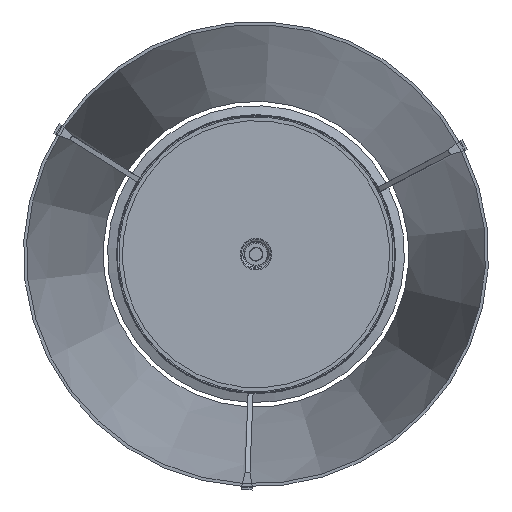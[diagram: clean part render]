
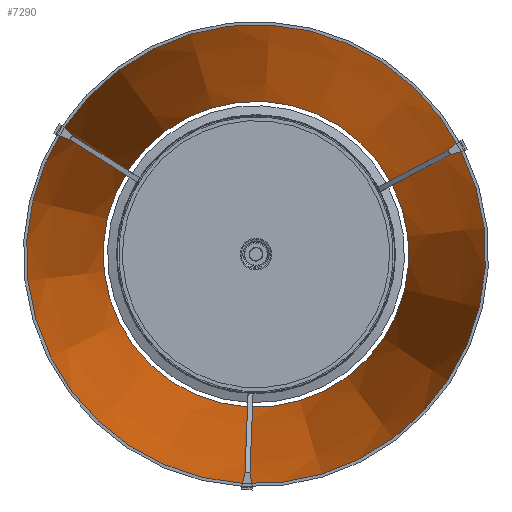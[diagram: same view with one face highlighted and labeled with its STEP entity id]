
A CAD part, front view. The second image highlights one B-rep face of the part: STEP entity #7290.
In plain terms, the highlighted conical face has half-angle 9.989 degrees and reference radius 193.204 mm.
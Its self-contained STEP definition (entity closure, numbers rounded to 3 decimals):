
#145=CONICAL_SURFACE('',#8338,193.204,0.174);
#952=FACE_OUTER_BOUND('',#1393,.T.);
#1393=EDGE_LOOP('',(#6092,#6093,#6094,#6095,#6096,#6097));
#1927=LINE('',#13230,#2420);
#2420=VECTOR('',#10051,193.204);
#2798=CIRCLE('',#8336,154.454);
#2799=CIRCLE('',#8337,154.454);
#2800=CIRCLE('',#8339,231.954);
#2801=CIRCLE('',#8340,231.954);
#3480=VERTEX_POINT('',#13224);
#3481=VERTEX_POINT('',#13225);
#3482=VERTEX_POINT('',#13229);
#3483=VERTEX_POINT('',#13231);
#4408=EDGE_CURVE('',#3480,#3481,#2798,.T.);
#4409=EDGE_CURVE('',#3481,#3480,#2799,.T.);
#4410=EDGE_CURVE('',#3481,#3482,#1927,.T.);
#4411=EDGE_CURVE('',#3483,#3482,#2800,.T.);
#4412=EDGE_CURVE('',#3482,#3483,#2801,.T.);
#6092=ORIENTED_EDGE('',*,*,#4408,.T.);
#6093=ORIENTED_EDGE('',*,*,#4410,.T.);
#6094=ORIENTED_EDGE('',*,*,#4411,.F.);
#6095=ORIENTED_EDGE('',*,*,#4412,.F.);
#6096=ORIENTED_EDGE('',*,*,#4410,.F.);
#6097=ORIENTED_EDGE('',*,*,#4409,.T.);
#7290=ADVANCED_FACE('',(#952),#145,.F.);
#8336=AXIS2_PLACEMENT_3D('',#13226,#10045,#10046);
#8337=AXIS2_PLACEMENT_3D('',#13227,#10047,#10048);
#8338=AXIS2_PLACEMENT_3D('',#13228,#10049,#10050);
#8339=AXIS2_PLACEMENT_3D('',#13232,#10052,#10053);
#8340=AXIS2_PLACEMENT_3D('',#13233,#10054,#10055);
#10045=DIRECTION('center_axis',(0.,0.,1.));
#10046=DIRECTION('ref_axis',(0.,-1.,0.));
#10047=DIRECTION('center_axis',(0.,0.,1.));
#10048=DIRECTION('ref_axis',(0.,-1.,0.));
#10049=DIRECTION('center_axis',(0.,0.,-1.));
#10050=DIRECTION('ref_axis',(0.,-1.,0.));
#10051=DIRECTION('',(0.,0.173,-0.985));
#10052=DIRECTION('center_axis',(0.,0.,1.));
#10053=DIRECTION('ref_axis',(0.,-1.,0.));
#10054=DIRECTION('center_axis',(0.,0.,1.));
#10055=DIRECTION('ref_axis',(0.,-1.,0.));
#13224=CARTESIAN_POINT('',(0.,-154.454,440.));
#13225=CARTESIAN_POINT('',(0.,154.454,440.));
#13226=CARTESIAN_POINT('Origin',(0.,0.,440.));
#13227=CARTESIAN_POINT('Origin',(0.,0.,440.));
#13228=CARTESIAN_POINT('Origin',(0.,0.,220.));
#13229=CARTESIAN_POINT('',(0.,231.954,0.));
#13230=CARTESIAN_POINT('',(0.,193.204,220.));
#13231=CARTESIAN_POINT('',(0.,-231.954,0.));
#13232=CARTESIAN_POINT('Origin',(0.,0.,0.));
#13233=CARTESIAN_POINT('Origin',(0.,0.,0.));
